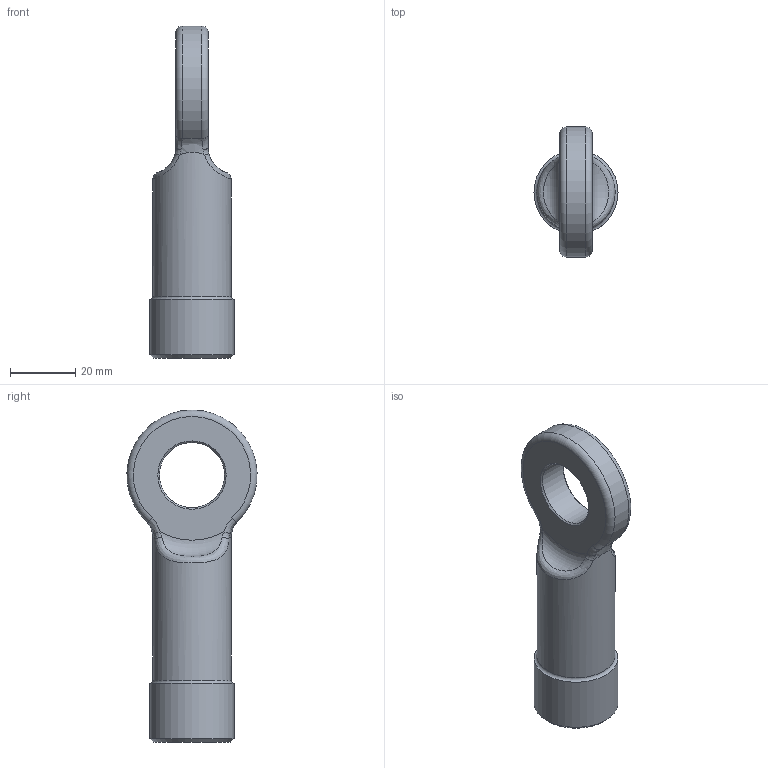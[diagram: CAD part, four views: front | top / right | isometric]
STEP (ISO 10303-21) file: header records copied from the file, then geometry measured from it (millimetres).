
FILE_DESCRIPTION(/* description */ (''),/* implementation_level */ '2;1');
FILE_NAME(/* name */ '6011b44e-5448-430e-be70-82f00bb8af5d.stp',/* time_stamp */ '2019-04-16T02:19:47+00:00',/* author */ (''),/* organization */ (''),/* preprocessor_version */ 'ST-DEVELOPER v18',/* originating_system */ 'Autodesk Translation Framework v8.2.0.1029',/* authorisation */ '');
FILE_SCHEMA (('AUTOMOTIVE_DESIGN { 1 0 10303 214 3 1 1 }'));
Length unit declared in the file: millimetre
Products named in the file (1): connector 3
Bounding box: 25.85 x 39.98 x 102 mm (x, y, z)
Volume: 32398.6 mm3; surface area: 10635 mm2
Topology: 1 solids, 1 shells, 31 faces, 71 edges, 43 vertices
Faces by surface type: bspline 12, torus 6, cylinder 5, plane 4, cone 4
Full cylindrical faces by diameter (mm): 12 x1, 20 x1, 24 x1, 25.85 x1
Entity records: 1252 total; most frequent: CARTESIAN_POINT 574, ORIENTED_EDGE 142, DIRECTION 120, EDGE_CURVE 71, AXIS2_PLACEMENT_3D 56, VERTEX_POINT 43, CIRCLE 36, EDGE_LOOP 34
